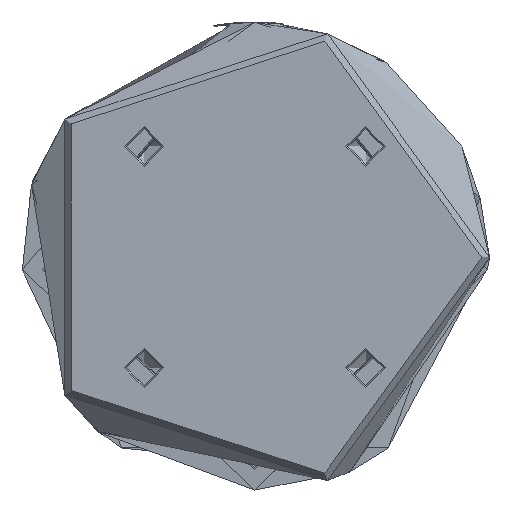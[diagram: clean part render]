
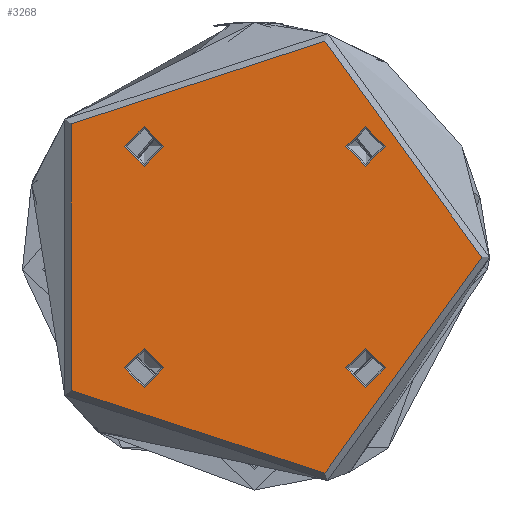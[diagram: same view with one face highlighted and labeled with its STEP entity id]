
A CAD part, front view. The second image highlights one B-rep face of the part: STEP entity #3268.
In plain terms, the highlighted face is planar.
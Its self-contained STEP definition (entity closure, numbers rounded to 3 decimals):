
#283 = CARTESIAN_POINT ( 'NONE',  ( -23.259, 28.284, 0. ) ) ;
#471 = EDGE_LOOP ( 'NONE', ( #1014 ) ) ;
#719 = CARTESIAN_POINT ( 'NONE',  ( -23.259, -28.284, 0. ) ) ;
#731 = CIRCLE ( 'NONE', #1447, 5.025 ) ;
#739 = CARTESIAN_POINT ( 'NONE',  ( 33.309, -28.284, 0. ) ) ;
#790 = EDGE_LOOP ( 'NONE', ( #1078 ) ) ;
#958 = DIRECTION ( 'NONE',  ( 0., 0., 1. ) ) ;
#1014 = ORIENTED_EDGE ( 'NONE', *, *, #1267, .F. ) ;
#1078 = ORIENTED_EDGE ( 'NONE', *, *, #2774, .F. ) ;
#1267 = EDGE_CURVE ( 'NONE', #1970, #1970, #731, .T. ) ;
#1300 = PLANE ( 'NONE',  #1743 ) ;
#1343 = CIRCLE ( 'NONE', #1817, 5.025 ) ;
#1447 = AXIS2_PLACEMENT_3D ( 'NONE', #3420, #958, #3843 ) ;
#1479 = DIRECTION ( 'NONE',  ( 0., 0., 1. ) ) ;
#1547 = DIRECTION ( 'NONE',  ( 0., 0., 1. ) ) ;
#1581 = VERTEX_POINT ( 'NONE', #739 ) ;
#1605 = CARTESIAN_POINT ( 'NONE',  ( 28.284, 28.284, 0. ) ) ;
#1707 = VERTEX_POINT ( 'NONE', #2391 ) ;
#1725 = EDGE_CURVE ( 'NONE', #5124, #5124, #4404, .T. ) ;
#1743 = AXIS2_PLACEMENT_3D ( 'NONE', #4193, #4604, #2142 ) ;
#1817 = AXIS2_PLACEMENT_3D ( 'NONE', #4023, #1547, #4439 ) ;
#1922 = AXIS2_PLACEMENT_3D ( 'NONE', #3958, #1479, #4374 ) ;
#1942 = FACE_BOUND ( 'NONE', #790, .T. ) ;
#1970 = VERTEX_POINT ( 'NONE', #283 ) ;
#2022 = DIRECTION ( 'NONE',  ( 1., 0., 0. ) ) ;
#2142 = DIRECTION ( 'NONE',  ( -1., 0., 0. ) ) ;
#2391 = CARTESIAN_POINT ( 'NONE',  ( 33.309, 28.284, 0. ) ) ;
#2450 = DIRECTION ( 'NONE',  ( 0., 0., 1. ) ) ;
#2731 = AXIS2_PLACEMENT_3D ( 'NONE', #4909, #2450, #5317 ) ;
#2774 = EDGE_CURVE ( 'NONE', #1707, #1707, #3661, .T. ) ;
#2925 = FACE_OUTER_BOUND ( 'NONE', #4791, .T. ) ;
#3152 = ORIENTED_EDGE ( 'NONE', *, *, #1725, .F. ) ;
#3241 = EDGE_LOOP ( 'NONE', ( #3152 ) ) ;
#3268 = ADVANCED_FACE ( 'NONE', ( #4137, #1942, #5096, #4010, #2925 ), #1300, .F. ) ;
#3420 = CARTESIAN_POINT ( 'NONE',  ( -28.284, 28.284, 0. ) ) ;
#3532 = ORIENTED_EDGE ( 'NONE', *, *, #4519, .T. ) ;
#3565 = EDGE_LOOP ( 'NONE', ( #3951 ) ) ;
#3652 = VERTEX_POINT ( 'NONE', #4041 ) ;
#3661 = CIRCLE ( 'NONE', #5204, 5.025 ) ;
#3843 = DIRECTION ( 'NONE',  ( 1., 0., 0. ) ) ;
#3872 = EDGE_CURVE ( 'NONE', #1581, #1581, #1343, .T. ) ;
#3951 = ORIENTED_EDGE ( 'NONE', *, *, #3872, .F. ) ;
#3958 = CARTESIAN_POINT ( 'NONE',  ( -28.284, -28.284, 0. ) ) ;
#4010 = FACE_BOUND ( 'NONE', #3241, .T. ) ;
#4023 = CARTESIAN_POINT ( 'NONE',  ( 28.284, -28.284, 0. ) ) ;
#4041 = CARTESIAN_POINT ( 'NONE',  ( 58., 0., 0. ) ) ;
#4137 = FACE_BOUND ( 'NONE', #471, .T. ) ;
#4193 = CARTESIAN_POINT ( 'NONE',  ( 0., 0., 0. ) ) ;
#4196 = CIRCLE ( 'NONE', #2731, 58. ) ;
#4374 = DIRECTION ( 'NONE',  ( 1., 0., 0. ) ) ;
#4404 = CIRCLE ( 'NONE', #1922, 5.025 ) ;
#4439 = DIRECTION ( 'NONE',  ( 1., 0., 0. ) ) ;
#4489 = DIRECTION ( 'NONE',  ( 0., 0., 1. ) ) ;
#4519 = EDGE_CURVE ( 'NONE', #3652, #3652, #4196, .T. ) ;
#4604 = DIRECTION ( 'NONE',  ( 0., 0., -1. ) ) ;
#4791 = EDGE_LOOP ( 'NONE', ( #3532 ) ) ;
#4909 = CARTESIAN_POINT ( 'NONE',  ( 0., 0., 0. ) ) ;
#5096 = FACE_BOUND ( 'NONE', #3565, .T. ) ;
#5124 = VERTEX_POINT ( 'NONE', #719 ) ;
#5204 = AXIS2_PLACEMENT_3D ( 'NONE', #1605, #4489, #2022 ) ;
#5317 = DIRECTION ( 'NONE',  ( 1., 0., 0. ) ) ;
